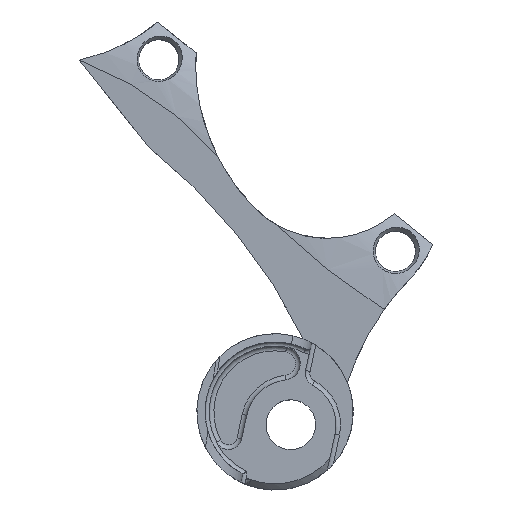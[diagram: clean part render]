
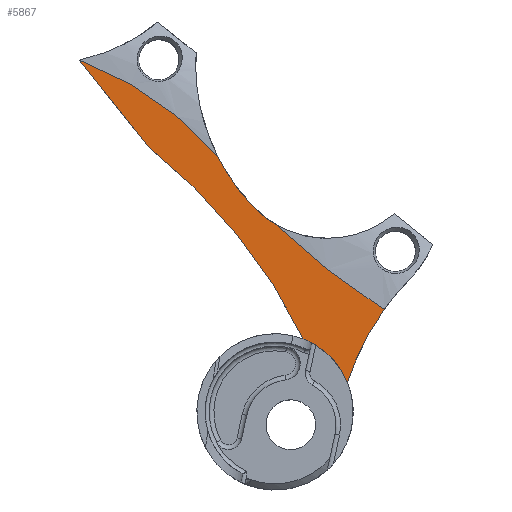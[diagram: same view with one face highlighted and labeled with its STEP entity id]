
A CAD part, top view. The second image highlights one B-rep face of the part: STEP entity #5867.
In plain terms, the highlighted face is planar.
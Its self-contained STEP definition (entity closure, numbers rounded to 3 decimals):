
#331 = EDGE_CURVE ( 'NONE', #1725, #1677, #843, .T. ) ;
#376 = EDGE_CURVE ( 'NONE', #1984, #1757, #804, .T. ) ;
#381 = EDGE_CURVE ( 'NONE', #1713, #1762, #2064, .T. ) ;
#399 = EDGE_CURVE ( 'NONE', #1995, #1713, #1959, .T. ) ;
#404 = EDGE_CURVE ( 'NONE', #1725, #1833, #2097, .T. ) ;
#555 = CARTESIAN_POINT ( 'NONE',  ( -74.141, -17.657, -4.3 ) ) ;
#556 = DIRECTION ( 'NONE',  ( 0., 0., -1. ) ) ;
#557 = DIRECTION ( 'NONE',  ( -1., 0., 0. ) ) ;
#804 = B_SPLINE_CURVE_WITH_KNOTS ( 'NONE', 3,
 ( #3257, #3243, #3157, #3258 ),
 .UNSPECIFIED., .F., .F.,
 ( 4, 4 ),
 ( 0.041, 0.374 ),
 .UNSPECIFIED. ) ;
#843 = B_SPLINE_CURVE_WITH_KNOTS ( 'NONE', 3,
 ( #2782, #2777, #2783, #2784 ),
 .UNSPECIFIED., .F., .F.,
 ( 4, 4 ),
 ( 0.592, 1. ),
 .UNSPECIFIED. ) ;
#892 = FACE_OUTER_BOUND ( 'NONE', #1746, .T. ) ;
#1072 = ORIENTED_EDGE ( 'NONE', *, *, #399, .F. ) ;
#1126 = ORIENTED_EDGE ( 'NONE', *, *, #4305, .F. ) ;
#1158 = ORIENTED_EDGE ( 'NONE', *, *, #4319, .F. ) ;
#1166 = ORIENTED_EDGE ( 'NONE', *, *, #404, .F. ) ;
#1216 = ORIENTED_EDGE ( 'NONE', *, *, #4304, .F. ) ;
#1227 = ORIENTED_EDGE ( 'NONE', *, *, #376, .T. ) ;
#1253 = ORIENTED_EDGE ( 'NONE', *, *, #331, .T. ) ;
#1325 = ORIENTED_EDGE ( 'NONE', *, *, #381, .F. ) ;
#1677 = VERTEX_POINT ( 'NONE', #2212 ) ;
#1713 = VERTEX_POINT ( 'NONE', #2225 ) ;
#1725 = VERTEX_POINT ( 'NONE', #2228 ) ;
#1746 = EDGE_LOOP ( 'NONE', ( #1158, #1227, #1126, #1166, #1253, #1216, #1325, #1072 ) ) ;
#1757 = VERTEX_POINT ( 'NONE', #2239 ) ;
#1762 = VERTEX_POINT ( 'NONE', #2238 ) ;
#1833 = VERTEX_POINT ( 'NONE', #2261 ) ;
#1910 = CIRCLE ( 'NONE', #4467, 25. ) ;
#1916 = LINE ( 'NONE', #2327, #1927 ) ;
#1927 = VECTOR ( 'NONE', #2328, 1000. ) ;
#1945 = CIRCLE ( 'NONE', #4465, 65. ) ;
#1959 = CIRCLE ( 'NONE', #4571, 19.05 ) ;
#1984 = VERTEX_POINT ( 'NONE', #2298 ) ;
#1995 = VERTEX_POINT ( 'NONE', #2309 ) ;
#2064 = CIRCLE ( 'NONE', #4565, 135. ) ;
#2097 = CIRCLE ( 'NONE', #4575, 50. ) ;
#2120 = CARTESIAN_POINT ( 'NONE',  ( 3.504, 3.504, -4.3 ) ) ;
#2121 = DIRECTION ( 'NONE',  ( 0., 0., -1. ) ) ;
#2122 = DIRECTION ( 'NONE',  ( 1., 0., 0. ) ) ;
#2148 = CARTESIAN_POINT ( 'NONE',  ( -35.863, 84.606, -4.3 ) ) ;
#2149 = DIRECTION ( 'NONE',  ( 0., 0., -1. ) ) ;
#2150 = DIRECTION ( 'NONE',  ( 1., 0., 0. ) ) ;
#2212 = CARTESIAN_POINT ( 'NONE',  ( 41.965, 93.789, -4.3 ) ) ;
#2225 = CARTESIAN_POINT ( 'NONE',  ( -5.256, 20.42, -4.3 ) ) ;
#2228 = CARTESIAN_POINT ( 'NONE',  ( 11.029, 67.252, -4.3 ) ) ;
#2238 = CARTESIAN_POINT ( 'NONE',  ( 27.458, 71.018, -4.3 ) ) ;
#2239 = CARTESIAN_POINT ( 'NONE',  ( -1.343, 49.04, -4.3 ) ) ;
#2261 = CARTESIAN_POINT ( 'NONE',  ( 3.388, 53.631, -4.3 ) ) ;
#2298 = CARTESIAN_POINT ( 'NONE',  ( -25.558, 25.525, -4.3 ) ) ;
#2309 = CARTESIAN_POINT ( 'NONE',  ( -14.785, 8.835, -4.3 ) ) ;
#2327 = CARTESIAN_POINT ( 'NONE',  ( 41.965, 93.789, -4.3 ) ) ;
#2328 = DIRECTION ( 'NONE',  ( 0.537, 0.843, 0. ) ) ;
#2331 = CARTESIAN_POINT ( 'NONE',  ( -16.237, 69.118, -4.3 ) ) ;
#2332 = DIRECTION ( 'NONE',  ( 0., 0., -1. ) ) ;
#2333 = DIRECTION ( 'NONE',  ( 1., 0., 0. ) ) ;
#2777 = CARTESIAN_POINT ( 'NONE',  ( 18.931, 78.473, -4.3 ) ) ;
#2782 = CARTESIAN_POINT ( 'NONE',  ( 11.029, 67.252, -4.3 ) ) ;
#2783 = CARTESIAN_POINT ( 'NONE',  ( 29.564, 87.629, -4.3 ) ) ;
#2784 = CARTESIAN_POINT ( 'NONE',  ( 41.965, 93.789, -4.3 ) ) ;
#3157 = CARTESIAN_POINT ( 'NONE',  ( -8.623, 40.437, -4.3 ) ) ;
#3243 = CARTESIAN_POINT ( 'NONE',  ( -16.735, 32.56, -4.3 ) ) ;
#3257 = CARTESIAN_POINT ( 'NONE',  ( -25.558, 25.525, -4.3 ) ) ;
#3258 = CARTESIAN_POINT ( 'NONE',  ( -1.343, 49.04, -4.3 ) ) ;
#3275 = CARTESIAN_POINT ( 'NONE',  ( 121.61, -25.732, -4.3 ) ) ;
#3276 = DIRECTION ( 'NONE',  ( 0., 0., -1. ) ) ;
#3277 = DIRECTION ( 'NONE',  ( -1., 0., 0. ) ) ;
#4304 = EDGE_CURVE ( 'NONE', #1762, #1677, #1916, .T. ) ;
#4305 = EDGE_CURVE ( 'NONE', #1833, #1757, #1910, .T. ) ;
#4319 = EDGE_CURVE ( 'NONE', #1984, #1995, #1945, .T. ) ;
#4388 = AXIS2_PLACEMENT_3D ( 'NONE', #5530, #5533, #5534 ) ;
#4465 = AXIS2_PLACEMENT_3D ( 'NONE', #555, #556, #557 ) ;
#4467 = AXIS2_PLACEMENT_3D ( 'NONE', #2331, #2332, #2333 ) ;
#4565 = AXIS2_PLACEMENT_3D ( 'NONE', #3275, #3276, #3277 ) ;
#4571 = AXIS2_PLACEMENT_3D ( 'NONE', #2120, #2121, #2122 ) ;
#4575 = AXIS2_PLACEMENT_3D ( 'NONE', #2148, #2149, #2150 ) ;
#5530 = CARTESIAN_POINT ( 'NONE',  ( -16.858, 51.759, -4.3 ) ) ;
#5531 = PLANE ( 'NONE',  #4388 ) ;
#5533 = DIRECTION ( 'NONE',  ( 0., 0., 1. ) ) ;
#5534 = DIRECTION ( 'NONE',  ( 1., 0., 0. ) ) ;
#5867 = ADVANCED_FACE ( 'NONE', ( #892 ), #5531, .F. ) ;
